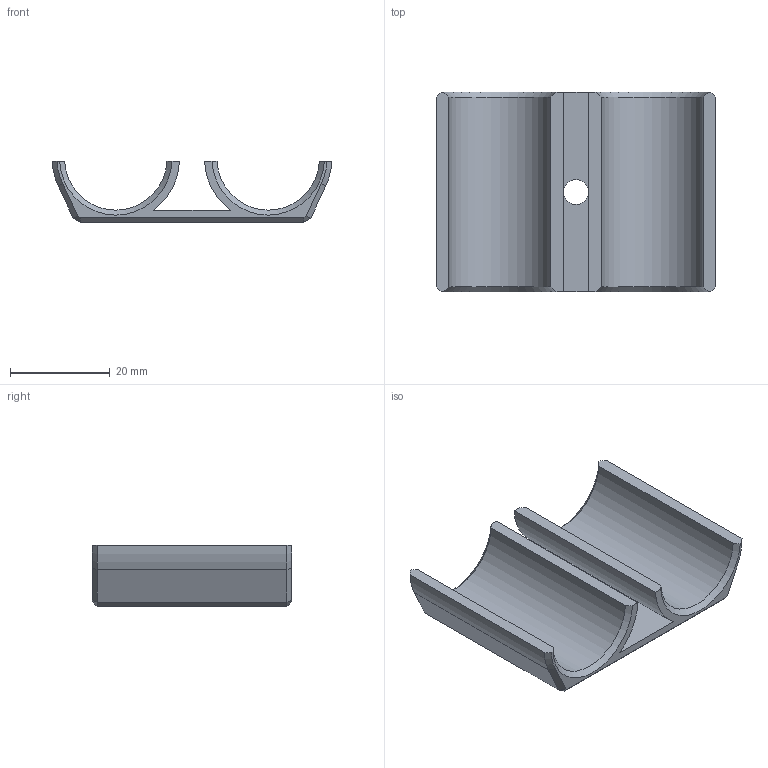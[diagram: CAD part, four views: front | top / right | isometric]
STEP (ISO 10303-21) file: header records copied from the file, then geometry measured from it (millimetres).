
FILE_DESCRIPTION(('FreeCAD Model'),'2;1');
FILE_NAME('pipe slide bottom.step', '2020-10-30T17:20:42',('Author'),(''), 'Open CASCADE STEP processor 7.4','FreeCAD','Unknown');
FILE_SCHEMA(('AUTOMOTIVE_DESIGN { 1 0 10303 214 1 1 1 1 }'));
Length unit declared in the file: millimetre
Products named in the file (1): pipe_slide_bottom
Bounding box: 55.98 x 40 x 12.25 mm (x, y, z)
Volume: 9730.2 mm3; surface area: 7655.3 mm2
Topology: 1 solids, 1 shells, 37 faces, 93 edges, 58 vertices
Faces by surface type: plane 22, cone 8, cylinder 7
Full cylindrical faces by diameter (mm): 5 x1
Entity records: 2374 total; most frequent: CARTESIAN_POINT 503, DIRECTION 351, LINE 199, VECTOR 199, ORIENTED_EDGE 186, PCURVE 186, DEFINITIONAL_REPRESENTATION 186, EDGE_CURVE 93
